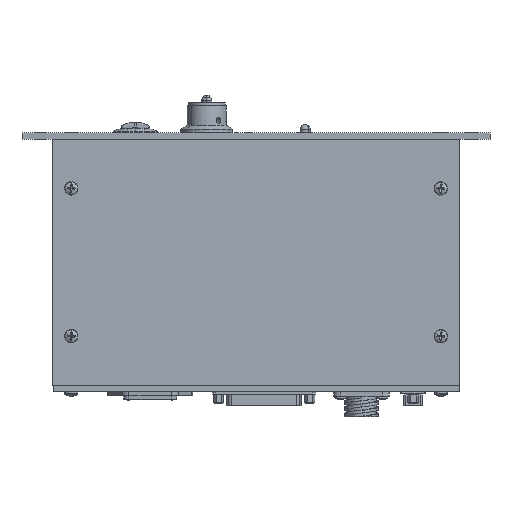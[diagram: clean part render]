
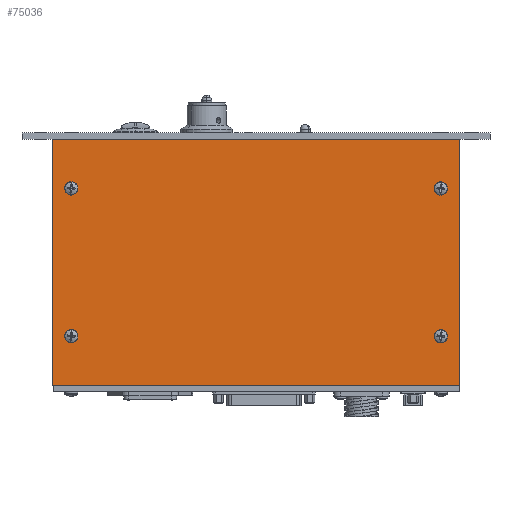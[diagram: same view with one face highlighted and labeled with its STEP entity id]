
A CAD part, front view. The second image highlights one B-rep face of the part: STEP entity #75036.
In plain terms, the highlighted planar face has unit normal (0, -1, 0).
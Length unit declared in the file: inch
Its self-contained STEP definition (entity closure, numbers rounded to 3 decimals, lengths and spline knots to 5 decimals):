
#462 = PLANE ( 'NONE',  #51019 ) ;
#829 = CARTESIAN_POINT ( 'NONE',  ( 0.73113, 4.57209, 9.82584 ) ) ;
#1907 = DIRECTION ( 'NONE',  ( 0., 0., -1. ) ) ;
#3641 = DIRECTION ( 'NONE',  ( 0., -1., 0. ) ) ;
#5400 = DIRECTION ( 'NONE',  ( -1., 0., 0. ) ) ;
#6122 = EDGE_CURVE ( 'NONE', #61409, #91718, #41836, .T. ) ;
#6404 = CIRCLE ( 'NONE', #43692, 0.125 ) ;
#6548 = DIRECTION ( 'NONE',  ( -1., 0., 0. ) ) ;
#8230 = DIRECTION ( 'NONE',  ( 0., -1., 0. ) ) ;
#8681 = AXIS2_PLACEMENT_3D ( 'NONE', #42408, #104867, #51442 ) ;
#9256 = FACE_BOUND ( 'NONE', #86763, .T. ) ;
#9811 = DIRECTION ( 'NONE',  ( -1., 0., 0. ) ) ;
#11030 = EDGE_CURVE ( 'NONE', #32894, #27743, #80943, .T. ) ;
#12449 = CIRCLE ( 'NONE', #71901, 0.125 ) ;
#12485 = ORIENTED_EDGE ( 'NONE', *, *, #6122, .F. ) ;
#13363 = ORIENTED_EDGE ( 'NONE', *, *, #65609, .F. ) ;
#13657 = CARTESIAN_POINT ( 'NONE',  ( 0.98113, 4.57209, 0.82584 ) ) ;
#14911 = FACE_BOUND ( 'NONE', #33570, .T. ) ;
#15197 = VECTOR ( 'NONE', #82280, 39.37008 ) ;
#15586 = VERTEX_POINT ( 'NONE', #101902 ) ;
#16619 = CIRCLE ( 'NONE', #26104, 0.125 ) ;
#17143 = VERTEX_POINT ( 'NONE', #22920 ) ;
#19072 = VERTEX_POINT ( 'NONE', #26981 ) ;
#20499 = AXIS2_PLACEMENT_3D ( 'NONE', #31062, #93579, #40088 ) ;
#22585 = LINE ( 'NONE', #91074, #88418 ) ;
#22920 = CARTESIAN_POINT ( 'NONE',  ( 0.98113, 4.57209, 3.82584 ) ) ;
#23357 = LINE ( 'NONE', #93200, #44417 ) ;
#23682 = VECTOR ( 'NONE', #6548, 39.37008 ) ;
#26104 = AXIS2_PLACEMENT_3D ( 'NONE', #48704, #111173, #57712 ) ;
#26859 = CARTESIAN_POINT ( 'NONE',  ( 8.60613, 4.57209, 3.82584 ) ) ;
#26981 = CARTESIAN_POINT ( 'NONE',  ( 8.98113, 4.57209, -0.17416 ) ) ;
#27743 = VERTEX_POINT ( 'NONE', #30156 ) ;
#29776 = AXIS2_PLACEMENT_3D ( 'NONE', #26859, #89498, #35880 ) ;
#30156 = CARTESIAN_POINT ( 'NONE',  ( 8.48113, 4.57209, 3.82584 ) ) ;
#31062 = CARTESIAN_POINT ( 'NONE',  ( 1.10613, 4.57209, 0.82584 ) ) ;
#32894 = VERTEX_POINT ( 'NONE', #71803 ) ;
#33063 = FACE_OUTER_BOUND ( 'NONE', #43002, .T. ) ;
#33136 = DIRECTION ( 'NONE',  ( 0., 1., 0. ) ) ;
#33570 = EDGE_LOOP ( 'NONE', ( #13363, #90223 ) ) ;
#35880 = DIRECTION ( 'NONE',  ( -1., 0., 0. ) ) ;
#37230 = ORIENTED_EDGE ( 'NONE', *, *, #41493, .T. ) ;
#37321 = EDGE_CURVE ( 'NONE', #17143, #54045, #12449, .T. ) ;
#38947 = EDGE_CURVE ( 'NONE', #50156, #64983, #6404, .T. ) ;
#39925 = EDGE_CURVE ( 'NONE', #64983, #50156, #55131, .T. ) ;
#40071 = DIRECTION ( 'NONE',  ( -1., 0., 0. ) ) ;
#40088 = DIRECTION ( 'NONE',  ( 1., 0., 0. ) ) ;
#41493 = EDGE_CURVE ( 'NONE', #113081, #15586, #81793, .T. ) ;
#41836 = LINE ( 'NONE', #86937, #15197 ) ;
#42408 = CARTESIAN_POINT ( 'NONE',  ( 8.60613, 4.57209, 0.82584 ) ) ;
#42539 = CARTESIAN_POINT ( 'NONE',  ( 8.98113, 4.57209, -0.17416 ) ) ;
#43002 = EDGE_LOOP ( 'NONE', ( #99699, #12485, #84497, #64915 ) ) ;
#43692 = AXIS2_PLACEMENT_3D ( 'NONE', #86769, #33136, #95676 ) ;
#44417 = VECTOR ( 'NONE', #40071, 39.37008 ) ;
#44735 = LINE ( 'NONE', #42539, #23682 ) ;
#48704 = CARTESIAN_POINT ( 'NONE',  ( 8.60613, 4.57209, 0.82584 ) ) ;
#50156 = VERTEX_POINT ( 'NONE', #63152 ) ;
#51019 = AXIS2_PLACEMENT_3D ( 'NONE', #829, #63479, #9811 ) ;
#51442 = DIRECTION ( 'NONE',  ( 1., 0., 0. ) ) ;
#52456 = ORIENTED_EDGE ( 'NONE', *, *, #37321, .F. ) ;
#54045 = VERTEX_POINT ( 'NONE', #59192 ) ;
#54808 = EDGE_CURVE ( 'NONE', #108743, #19072, #22585, .T. ) ;
#55131 = CIRCLE ( 'NONE', #20499, 0.125 ) ;
#57205 = CARTESIAN_POINT ( 'NONE',  ( 1.10613, 4.57209, 3.82584 ) ) ;
#57712 = DIRECTION ( 'NONE',  ( 1., 0., 0. ) ) ;
#58040 = EDGE_CURVE ( 'NONE', #15586, #113081, #16619, .T. ) ;
#58974 = DIRECTION ( 'NONE',  ( 0., -1., 0. ) ) ;
#59192 = CARTESIAN_POINT ( 'NONE',  ( 1.23113, 4.57209, 3.82584 ) ) ;
#61409 = VERTEX_POINT ( 'NONE', #66689 ) ;
#61420 = CARTESIAN_POINT ( 'NONE',  ( 8.48113, 4.57209, 0.82584 ) ) ;
#61874 = CARTESIAN_POINT ( 'NONE',  ( 1.10613, 4.57209, 3.82584 ) ) ;
#63152 = CARTESIAN_POINT ( 'NONE',  ( 1.23113, 4.57209, 0.82584 ) ) ;
#63479 = DIRECTION ( 'NONE',  ( 0., -1., 0. ) ) ;
#64915 = ORIENTED_EDGE ( 'NONE', *, *, #54808, .F. ) ;
#64983 = VERTEX_POINT ( 'NONE', #13657 ) ;
#65609 = EDGE_CURVE ( 'NONE', #27743, #32894, #93830, .T. ) ;
#66204 = DIRECTION ( 'NONE',  ( -1., 0., 0. ) ) ;
#66689 = CARTESIAN_POINT ( 'NONE',  ( 0.73113, 4.57209, -0.17416 ) ) ;
#67260 = AXIS2_PLACEMENT_3D ( 'NONE', #112439, #58974, #5400 ) ;
#70806 = DIRECTION ( 'NONE',  ( -1., 0., 0. ) ) ;
#71803 = CARTESIAN_POINT ( 'NONE',  ( 8.73113, 4.57209, 3.82584 ) ) ;
#71901 = AXIS2_PLACEMENT_3D ( 'NONE', #57205, #3641, #66204 ) ;
#74691 = EDGE_CURVE ( 'NONE', #108743, #91718, #23357, .T. ) ;
#75036 = ADVANCED_FACE ( 'NONE', ( #14911, #9256, #33063, #83472, #101531 ), #462, .T. ) ;
#76463 = EDGE_LOOP ( 'NONE', ( #80895, #37230 ) ) ;
#80305 = EDGE_CURVE ( 'NONE', #19072, #61409, #44735, .T. ) ;
#80517 = ORIENTED_EDGE ( 'NONE', *, *, #81446, .F. ) ;
#80895 = ORIENTED_EDGE ( 'NONE', *, *, #58040, .T. ) ;
#80943 = CIRCLE ( 'NONE', #67260, 0.125 ) ;
#81446 = EDGE_CURVE ( 'NONE', #54045, #17143, #88946, .T. ) ;
#81793 = CIRCLE ( 'NONE', #8681, 0.125 ) ;
#81955 = AXIS2_PLACEMENT_3D ( 'NONE', #61874, #8230, #70806 ) ;
#82280 = DIRECTION ( 'NONE',  ( 0., 0., 1. ) ) ;
#83472 = FACE_BOUND ( 'NONE', #76463, .T. ) ;
#84497 = ORIENTED_EDGE ( 'NONE', *, *, #80305, .F. ) ;
#84703 = ORIENTED_EDGE ( 'NONE', *, *, #38947, .T. ) ;
#84714 = EDGE_LOOP ( 'NONE', ( #84703, #106805 ) ) ;
#86763 = EDGE_LOOP ( 'NONE', ( #52456, #80517 ) ) ;
#86769 = CARTESIAN_POINT ( 'NONE',  ( 1.10613, 4.57209, 0.82584 ) ) ;
#86937 = CARTESIAN_POINT ( 'NONE',  ( 0.73113, 4.57209, 9.82584 ) ) ;
#88418 = VECTOR ( 'NONE', #1907, 39.37008 ) ;
#88634 = CARTESIAN_POINT ( 'NONE',  ( 0.73113, 4.57209, 4.82584 ) ) ;
#88946 = CIRCLE ( 'NONE', #81955, 0.125 ) ;
#89498 = DIRECTION ( 'NONE',  ( 0., -1., 0. ) ) ;
#90223 = ORIENTED_EDGE ( 'NONE', *, *, #11030, .F. ) ;
#91074 = CARTESIAN_POINT ( 'NONE',  ( 8.98113, 4.57209, 9.82584 ) ) ;
#91718 = VERTEX_POINT ( 'NONE', #88634 ) ;
#93200 = CARTESIAN_POINT ( 'NONE',  ( 0.73113, 4.57209, 4.82584 ) ) ;
#93579 = DIRECTION ( 'NONE',  ( 0., 1., 0. ) ) ;
#93830 = CIRCLE ( 'NONE', #29776, 0.125 ) ;
#95676 = DIRECTION ( 'NONE',  ( 1., 0., 0. ) ) ;
#97336 = CARTESIAN_POINT ( 'NONE',  ( 8.98113, 4.57209, 4.82584 ) ) ;
#99699 = ORIENTED_EDGE ( 'NONE', *, *, #74691, .T. ) ;
#101531 = FACE_BOUND ( 'NONE', #84714, .T. ) ;
#101902 = CARTESIAN_POINT ( 'NONE',  ( 8.73113, 4.57209, 0.82584 ) ) ;
#104867 = DIRECTION ( 'NONE',  ( 0., 1., 0. ) ) ;
#106805 = ORIENTED_EDGE ( 'NONE', *, *, #39925, .T. ) ;
#108743 = VERTEX_POINT ( 'NONE', #97336 ) ;
#111173 = DIRECTION ( 'NONE',  ( 0., 1., 0. ) ) ;
#112439 = CARTESIAN_POINT ( 'NONE',  ( 8.60613, 4.57209, 3.82584 ) ) ;
#113081 = VERTEX_POINT ( 'NONE', #61420 ) ;
